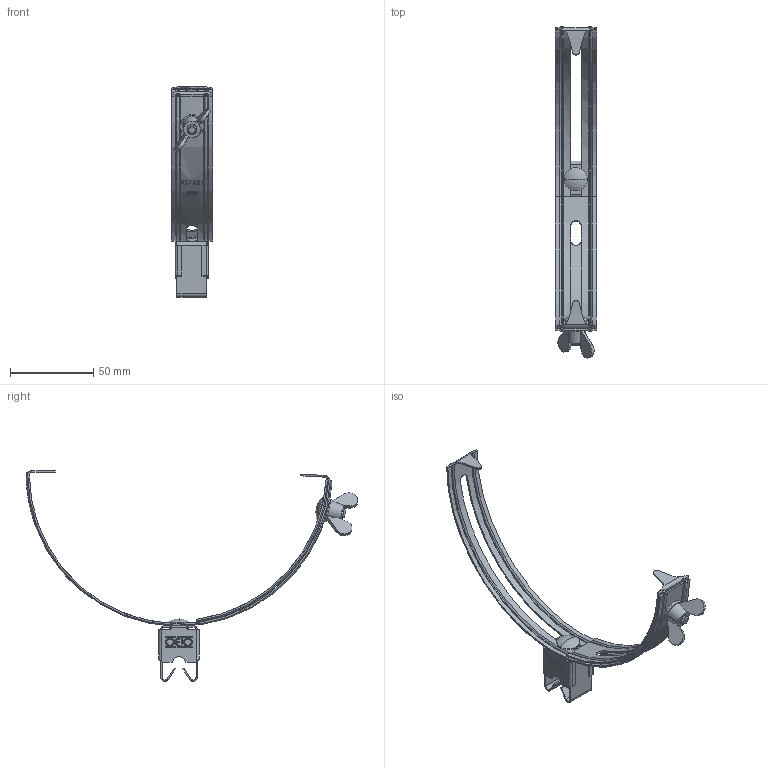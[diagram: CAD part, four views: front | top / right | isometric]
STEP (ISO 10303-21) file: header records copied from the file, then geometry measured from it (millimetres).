
FILE_DESCRIPTION(('Creo Elements/Direct Modeling STEP Export'),'2;1');
FILE_NAME('5202868.stp','2020-07-27T 9:43:15',(''),(''),'Creo Elements/Direct Modeling STEP processor for AP214 (Solid Model)','Creo Elements/Direct Modeling 18.0B 02-Dec-2011 (C) Parametric Technology GmbH','');
FILE_SCHEMA(('AUTOMOTIVE_DESIGN { 1 0 10303 214 1 1 1 1 }'));
Length unit declared in the file: millimetre
Products named in the file (7): Flügelmutter; schraube.1; Halterverlängerung; Halterverlängerung2.1; 177VA; Scheibe_A_7_4_DIN_125; Dachleitungshalter
Assembly tree (7 placements, depth 2):
  Dachleitungshalter
    Scheibe_A_7_4_DIN_125
    schraube.1  x2
    177VA
    Halterverlängerung2.1
    Halterverlängerung
    Flügelmutter
Bounding box: 25 x 199.55 x 126.74 mm (x, y, z)
Volume: 14215.7 mm3; surface area: 29456.5 mm2
Topology: 7 solids, 7 shells, 617 faces, 1633 edges, 1056 vertices
Faces by surface type: plane 232, bspline 211, cylinder 103, cone 27, extrusion 24, torus 16, sphere 4
Entity records: 53182 total; most frequent: CARTESIAN_POINT 36925, ORIENTED_EDGE 3146, DIRECTION 2134, EDGE_CURVE 1573, VERTEX_POINT 1027, VECTOR 766, LINE 742, AXIS2_PLACEMENT_3D 684
